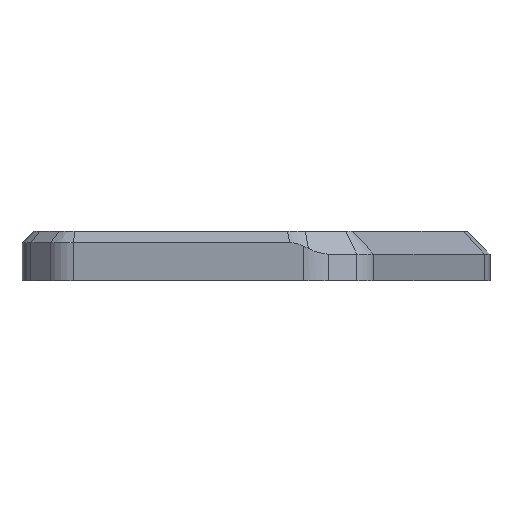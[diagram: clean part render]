
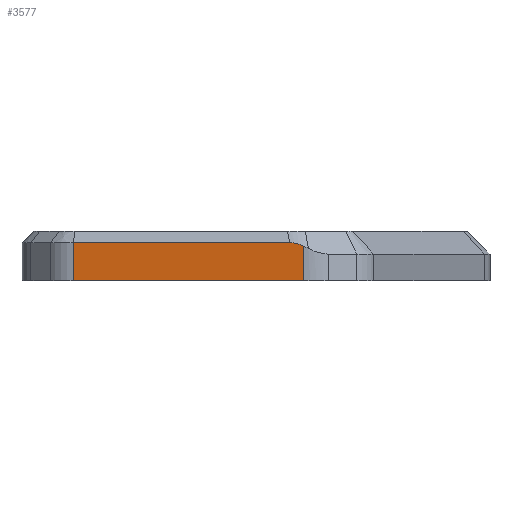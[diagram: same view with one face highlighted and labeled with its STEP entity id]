
A CAD part, left-side view. The second image highlights one B-rep face of the part: STEP entity #3577.
In plain terms, the highlighted planar face has unit normal (-0.985, 0.173, 0).
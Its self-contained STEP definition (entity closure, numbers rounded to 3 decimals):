
#104=ELLIPSE('',#3873,14.578,10.);
#114=PLANE('',#3874);
#233=FACE_OUTER_BOUND('',#455,.T.);
#455=EDGE_LOOP('',(#2575,#2576,#2577,#2578,#2579));
#724=LINE('',#5601,#1090);
#725=LINE('',#5603,#1091);
#726=LINE('',#5605,#1092);
#727=LINE('',#5606,#1093);
#1090=VECTOR('',#4410,10.);
#1091=VECTOR('',#4411,10.);
#1092=VECTOR('',#4412,10.);
#1093=VECTOR('',#4413,10.);
#1673=VERTEX_POINT('',#5587);
#1674=VERTEX_POINT('',#5589);
#1676=VERTEX_POINT('',#5600);
#1677=VERTEX_POINT('',#5602);
#1678=VERTEX_POINT('',#5604);
#2013=EDGE_CURVE('',#1673,#1674,#104,.T.);
#2016=EDGE_CURVE('',#1676,#1673,#724,.T.);
#2017=EDGE_CURVE('',#1677,#1676,#725,.T.);
#2018=EDGE_CURVE('',#1678,#1677,#726,.F.);
#2019=EDGE_CURVE('',#1674,#1678,#727,.T.);
#2575=ORIENTED_EDGE('',*,*,#2013,.F.);
#2576=ORIENTED_EDGE('',*,*,#2016,.F.);
#2577=ORIENTED_EDGE('',*,*,#2017,.F.);
#2578=ORIENTED_EDGE('',*,*,#2018,.F.);
#2579=ORIENTED_EDGE('',*,*,#2019,.F.);
#3577=ADVANCED_FACE('',(#233),#114,.T.);
#3873=AXIS2_PLACEMENT_3D('',#5590,#4405,#4406);
#3874=AXIS2_PLACEMENT_3D('',#5599,#4408,#4409);
#4405=DIRECTION('center_axis',(0.985,-0.173,0.));
#4406=DIRECTION('ref_axis',(0.058,0.329,0.943));
#4408=DIRECTION('center_axis',(-0.985,0.173,0.));
#4409=DIRECTION('ref_axis',(-0.173,-0.985,0.));
#4410=DIRECTION('',(-0.173,-0.985,0.));
#4411=DIRECTION('',(0.,0.,1.));
#4412=DIRECTION('',(-0.173,-0.985,0.));
#4413=DIRECTION('',(0.,0.,-1.));
#5587=CARTESIAN_POINT('',(-129.547,-7.53,6.51));
#5589=CARTESIAN_POINT('',(-130.193,-11.207,5.631));
#5590=CARTESIAN_POINT('Origin',(-129.98,-9.995,-7.632));
#5599=CARTESIAN_POINT('Origin',(-119.891,47.434,1.51));
#5600=CARTESIAN_POINT('',(-119.563,49.299,6.51));
#5601=CARTESIAN_POINT('',(-122.026,35.28,6.51));
#5602=CARTESIAN_POINT('',(-119.563,49.299,-3.49));
#5603=CARTESIAN_POINT('',(-119.563,49.299,1.51));
#5604=CARTESIAN_POINT('',(-130.193,-11.207,-3.49));
#5605=CARTESIAN_POINT('',(-122.026,35.28,-3.49));
#5606=CARTESIAN_POINT('',(-130.193,-11.207,1.51));
